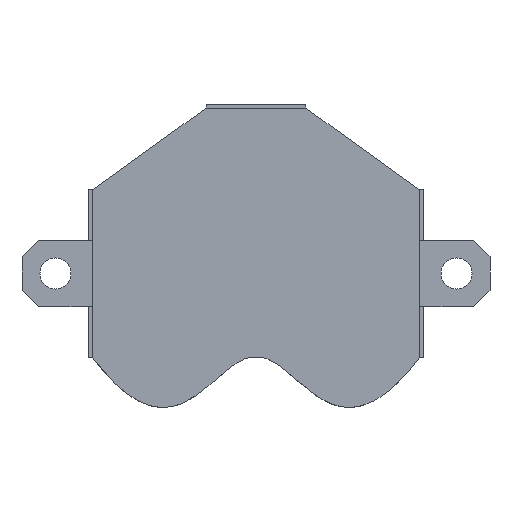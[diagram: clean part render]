
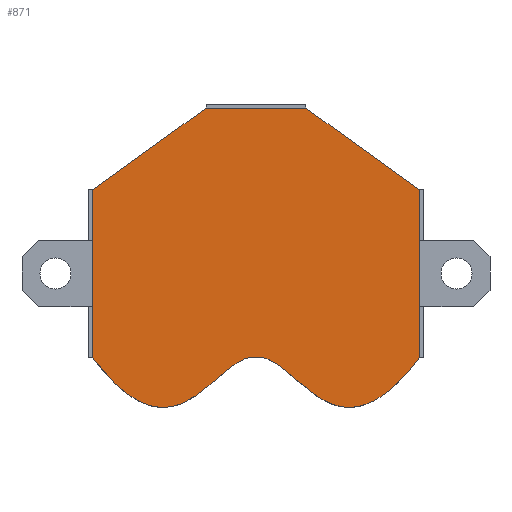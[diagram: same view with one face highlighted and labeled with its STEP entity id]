
A CAD part, front view. The second image highlights one B-rep face of the part: STEP entity #871.
In plain terms, the highlighted planar face has unit normal (0, -1, 0).
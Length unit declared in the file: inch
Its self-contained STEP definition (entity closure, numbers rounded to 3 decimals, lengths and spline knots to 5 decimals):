
#64 = CARTESIAN_POINT ( 'NONE',  ( -0.49, 0.22, 0.25 ) ) ;
#72 = CARTESIAN_POINT ( 'NONE',  ( -0.49, 0.22, -0.25 ) ) ;
#86 = ORIENTED_EDGE ( 'NONE', *, *, #1259, .T. ) ;
#87 = EDGE_CURVE ( 'NONE', #504, #1145, #778, .T. ) ;
#94 = CARTESIAN_POINT ( 'NONE',  ( 0.12651, 0.22, -0.24164 ) ) ;
#107 = VECTOR ( 'NONE', #1414, 39.37008 ) ;
#118 = ORIENTED_EDGE ( 'NONE', *, *, #817, .T. ) ;
#120 = EDGE_CURVE ( 'NONE', #254, #754, #1233, .T. ) ;
#143 = B_SPLINE_CURVE_WITH_KNOTS ( 'NONE', 3,
 ( #1043, #94, #973, #310 ),
 .UNSPECIFIED., .F., .F.,
 ( 4, 4 ),
 ( 0., 1. ),
 .UNSPECIFIED. ) ;
#156 = CARTESIAN_POINT ( 'NONE',  ( -0.49, 0.22, 0.495 ) ) ;
#178 = AXIS2_PLACEMENT_3D ( 'NONE', #217, #326, #1102 ) ;
#187 = CARTESIAN_POINT ( 'NONE',  ( 0., 0.22, -0.25 ) ) ;
#206 = CARTESIAN_POINT ( 'NONE',  ( -0.49, 0.22, 0.495 ) ) ;
#217 = CARTESIAN_POINT ( 'NONE',  ( 0., 0.22, 0. ) ) ;
#238 = ORIENTED_EDGE ( 'NONE', *, *, #87, .F. ) ;
#241 = EDGE_CURVE ( 'NONE', #254, #1145, #1361, .T. ) ;
#245 = VERTEX_POINT ( 'NONE', #72 ) ;
#254 = VERTEX_POINT ( 'NONE', #1438 ) ;
#310 = CARTESIAN_POINT ( 'NONE',  ( 0.49, 0.22, -0.25 ) ) ;
#321 = EDGE_CURVE ( 'NONE', #245, #670, #961, .T. ) ;
#326 = DIRECTION ( 'NONE',  ( 0., -1., 0. ) ) ;
#343 = VECTOR ( 'NONE', #756, 39.37008 ) ;
#348 = CARTESIAN_POINT ( 'NONE',  ( -0.149, 0.22, 0.495 ) ) ;
#390 = CARTESIAN_POINT ( 'NONE',  ( 0.49, 0.22, -0.25 ) ) ;
#407 = LINE ( 'NONE', #64, #107 ) ;
#412 = B_SPLINE_CURVE_WITH_KNOTS ( 'NONE', 3,
 ( #1069, #953, #1428, #632 ),
 .UNSPECIFIED., .F., .F.,
 ( 4, 4 ),
 ( 0., 1. ),
 .UNSPECIFIED. ) ;
#504 = VERTEX_POINT ( 'NONE', #348 ) ;
#571 = ORIENTED_EDGE ( 'NONE', *, *, #241, .T. ) ;
#583 = CARTESIAN_POINT ( 'NONE',  ( -0.49, 0.22, 0.25 ) ) ;
#609 = CARTESIAN_POINT ( 'NONE',  ( 0.49, 0.22, 0.25 ) ) ;
#615 = ORIENTED_EDGE ( 'NONE', *, *, #321, .F. ) ;
#629 = FACE_OUTER_BOUND ( 'NONE', #971, .T. ) ;
#632 = CARTESIAN_POINT ( 'NONE',  ( 0., 0.22, -0.25 ) ) ;
#666 = VECTOR ( 'NONE', #1093, 39.37008 ) ;
#670 = VERTEX_POINT ( 'NONE', #583 ) ;
#754 = VERTEX_POINT ( 'NONE', #390 ) ;
#756 = DIRECTION ( 'NONE',  ( 0., 0., -1. ) ) ;
#778 = LINE ( 'NONE', #156, #1265 ) ;
#802 = VERTEX_POINT ( 'NONE', #187 ) ;
#806 = ORIENTED_EDGE ( 'NONE', *, *, #887, .T. ) ;
#817 = EDGE_CURVE ( 'NONE', #504, #670, #407, .T. ) ;
#866 = PLANE ( 'NONE',  #178 ) ;
#871 = ADVANCED_FACE ( 'NONE', ( #629 ), #866, .T. ) ;
#887 = EDGE_CURVE ( 'NONE', #802, #754, #143, .T. ) ;
#953 = CARTESIAN_POINT ( 'NONE',  ( -0.23315, 0.22, -0.59254 ) ) ;
#961 = LINE ( 'NONE', #206, #666 ) ;
#971 = EDGE_LOOP ( 'NONE', ( #118, #615, #86, #806, #1338, #571, #238 ) ) ;
#973 = CARTESIAN_POINT ( 'NONE',  ( 0.23315, 0.22, -0.59254 ) ) ;
#980 = CARTESIAN_POINT ( 'NONE',  ( 0.49, 0.22, 0.495 ) ) ;
#1043 = CARTESIAN_POINT ( 'NONE',  ( 0., 0.22, -0.25 ) ) ;
#1054 = VECTOR ( 'NONE', #1200, 39.37008 ) ;
#1069 = CARTESIAN_POINT ( 'NONE',  ( -0.49, 0.22, -0.25 ) ) ;
#1093 = DIRECTION ( 'NONE',  ( 0., 0., 1. ) ) ;
#1102 = DIRECTION ( 'NONE',  ( 0., 0., -1. ) ) ;
#1136 = CARTESIAN_POINT ( 'NONE',  ( 0.149, 0.22, 0.495 ) ) ;
#1145 = VERTEX_POINT ( 'NONE', #1136 ) ;
#1200 = DIRECTION ( 'NONE',  ( -0.812, 0., 0.583 ) ) ;
#1223 = DIRECTION ( 'NONE',  ( 1., 0., 0. ) ) ;
#1233 = LINE ( 'NONE', #980, #343 ) ;
#1259 = EDGE_CURVE ( 'NONE', #245, #802, #412, .T. ) ;
#1265 = VECTOR ( 'NONE', #1223, 39.37008 ) ;
#1338 = ORIENTED_EDGE ( 'NONE', *, *, #120, .F. ) ;
#1361 = LINE ( 'NONE', #609, #1054 ) ;
#1414 = DIRECTION ( 'NONE',  ( -0.812, 0., -0.583 ) ) ;
#1428 = CARTESIAN_POINT ( 'NONE',  ( -0.12651, 0.22, -0.24164 ) ) ;
#1438 = CARTESIAN_POINT ( 'NONE',  ( 0.49, 0.22, 0.25 ) ) ;
